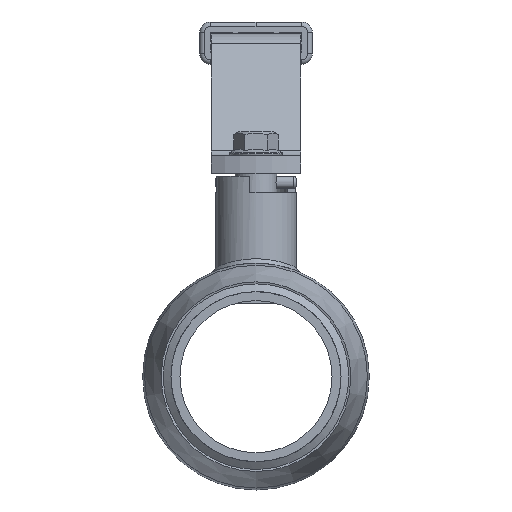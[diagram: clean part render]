
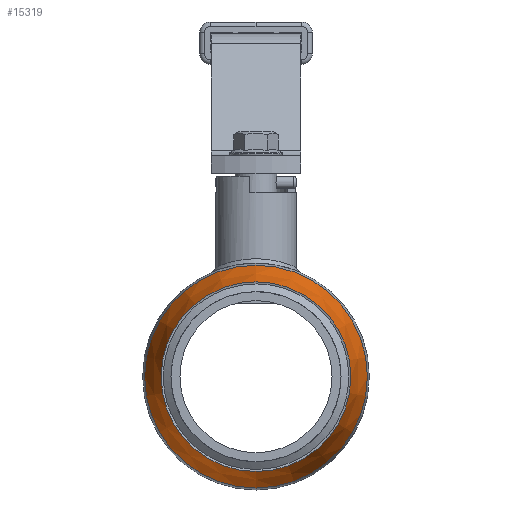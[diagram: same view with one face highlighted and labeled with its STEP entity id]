
A CAD part, front view. The second image highlights one B-rep face of the part: STEP entity #15319.
In plain terms, the highlighted conical face has half-angle 17 degrees and reference radius 31.794 mm.
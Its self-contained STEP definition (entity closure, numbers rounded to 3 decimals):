
#15269=CARTESIAN_POINT('',(0.,-60.,0.));
#15270=DIRECTION('',(0.,1.,0.));
#15271=DIRECTION('',(0.,-0.,1.));
#15272=AXIS2_PLACEMENT_3D('',#15269,#15270,#15271);
#15273=CONICAL_SURFACE('',#15272,31.794,17.);
#15274=CARTESIAN_POINT('',(0.,-41.844,37.345));
#15275=VERTEX_POINT('',#15274);
#15276=CARTESIAN_POINT('',(0.,-60.,31.794));
#15277=VERTEX_POINT('',#15276);
#15278=CARTESIAN_POINT('',(0.,-41.844,37.345));
#15279=DIRECTION('',(-0.,-0.956,-0.292));
#15280=VECTOR('',#15279,18.986);
#15281=LINE('',#15278,#15280);
#15282=EDGE_CURVE('',#15275,#15277,#15281,.T.);
#15283=ORIENTED_EDGE('',*,*,#15282,.T.);
#15284=CARTESIAN_POINT('',(-0.,-60.,-31.794));
#15285=VERTEX_POINT('',#15284);
#15286=CARTESIAN_POINT('',(0.,-60.,0.));
#15287=DIRECTION('',(0.,-1.,0.));
#15288=DIRECTION('',(0.,0.,-1.));
#15289=AXIS2_PLACEMENT_3D('',#15286,#15287,#15288);
#15290=CIRCLE('',#15289,31.794);
#15291=EDGE_CURVE('',#15285,#15277,#15290,.T.);
#15292=ORIENTED_EDGE('',*,*,#15291,.F.);
#15293=CARTESIAN_POINT('',(0.,-60.,0.));
#15294=DIRECTION('',(0.,-1.,0.));
#15295=DIRECTION('',(0.,0.,-1.));
#15296=AXIS2_PLACEMENT_3D('',#15293,#15294,#15295);
#15297=CIRCLE('',#15296,31.794);
#15298=EDGE_CURVE('',#15277,#15285,#15297,.T.);
#15299=ORIENTED_EDGE('',*,*,#15298,.F.);
#15300=ORIENTED_EDGE('',*,*,#15282,.F.);
#15301=CARTESIAN_POINT('',(-0.,-41.844,-37.345));
#15302=VERTEX_POINT('',#15301);
#15303=CARTESIAN_POINT('',(0.,-41.844,0.));
#15304=DIRECTION('',(0.,-1.,0.));
#15305=DIRECTION('',(0.,0.,-1.));
#15306=AXIS2_PLACEMENT_3D('',#15303,#15304,#15305);
#15307=CIRCLE('',#15306,37.345);
#15308=EDGE_CURVE('',#15275,#15302,#15307,.T.);
#15309=ORIENTED_EDGE('',*,*,#15308,.T.);
#15310=CARTESIAN_POINT('',(0.,-41.844,0.));
#15311=DIRECTION('',(0.,-1.,0.));
#15312=DIRECTION('',(0.,0.,-1.));
#15313=AXIS2_PLACEMENT_3D('',#15310,#15311,#15312);
#15314=CIRCLE('',#15313,37.345);
#15315=EDGE_CURVE('',#15302,#15275,#15314,.T.);
#15316=ORIENTED_EDGE('',*,*,#15315,.T.);
#15317=EDGE_LOOP('',(#15283,#15292,#15299,#15300,#15309,#15316));
#15318=FACE_BOUND('',#15317,.T.);
#15319=ADVANCED_FACE('',(#15318),#15273,.T.);
